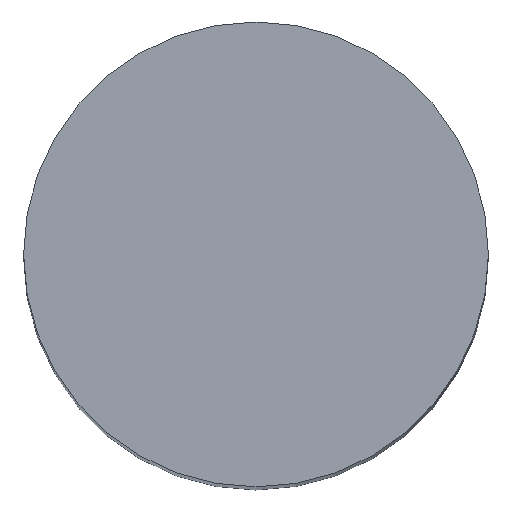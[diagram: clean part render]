
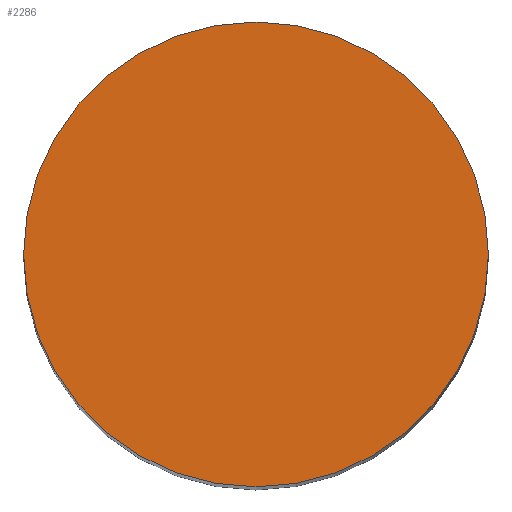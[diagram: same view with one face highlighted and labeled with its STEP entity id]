
A CAD part, top view. The second image highlights one B-rep face of the part: STEP entity #2286.
In plain terms, the highlighted planar face has unit normal (0, 0, 1).
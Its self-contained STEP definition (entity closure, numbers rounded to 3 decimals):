
#8 = EDGE_CURVE ( 'NONE', #1384, #1700, #2877, .T. ) ;
#131 = CARTESIAN_POINT ( 'NONE',  ( 0., 0., 383. ) ) ;
#331 = AXIS2_PLACEMENT_3D ( 'NONE', #1685, #2287, #1140 ) ;
#509 = AXIS2_PLACEMENT_3D ( 'NONE', #1894, #2753, #2740 ) ;
#1026 = DIRECTION ( 'NONE',  ( -1., 0., 0. ) ) ;
#1055 = CIRCLE ( 'NONE', #509, 41.5 ) ;
#1140 = DIRECTION ( 'NONE',  ( 1., 0., 0. ) ) ;
#1331 = ORIENTED_EDGE ( 'NONE', *, *, #8, .F. ) ;
#1384 = VERTEX_POINT ( 'NONE', #2681 ) ;
#1393 = PLANE ( 'NONE',  #331 ) ;
#1685 = CARTESIAN_POINT ( 'NONE',  ( 0., 0., 383. ) ) ;
#1700 = VERTEX_POINT ( 'NONE', #2728 ) ;
#1894 = CARTESIAN_POINT ( 'NONE',  ( 0., 0., 383. ) ) ;
#1916 = FACE_OUTER_BOUND ( 'NONE', #3714, .T. ) ;
#2067 = AXIS2_PLACEMENT_3D ( 'NONE', #131, #3639, #1026 ) ;
#2286 = ADVANCED_FACE ( 'NONE', ( #1916 ), #1393, .T. ) ;
#2287 = DIRECTION ( 'NONE',  ( 0., 0., 1. ) ) ;
#2681 = CARTESIAN_POINT ( 'NONE',  ( 41.5, 0., 383. ) ) ;
#2728 = CARTESIAN_POINT ( 'NONE',  ( -41.5, 0., 383. ) ) ;
#2740 = DIRECTION ( 'NONE',  ( -1., 0., 0. ) ) ;
#2753 = DIRECTION ( 'NONE',  ( 0., 0., -1. ) ) ;
#2877 = CIRCLE ( 'NONE', #2067, 41.5 ) ;
#3561 = ORIENTED_EDGE ( 'NONE', *, *, #3763, .F. ) ;
#3639 = DIRECTION ( 'NONE',  ( 0., 0., -1. ) ) ;
#3714 = EDGE_LOOP ( 'NONE', ( #3561, #1331 ) ) ;
#3763 = EDGE_CURVE ( 'NONE', #1700, #1384, #1055, .T. ) ;
